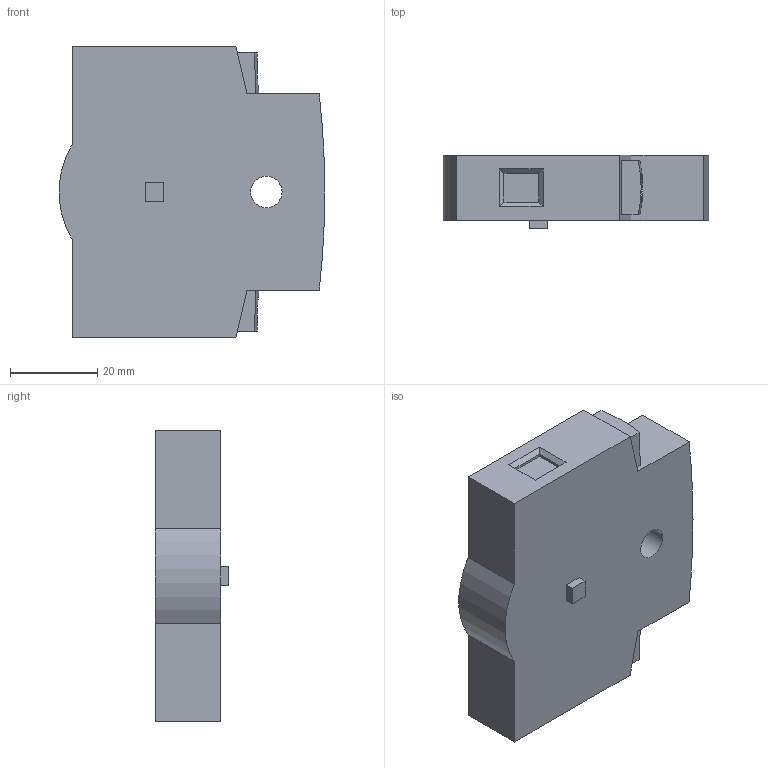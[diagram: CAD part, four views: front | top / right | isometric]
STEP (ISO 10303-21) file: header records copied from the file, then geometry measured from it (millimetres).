
FILE_DESCRIPTION (( 'STEP AP203' ), '1' );
FILE_NAME ('22001003-UL.step', '2022-02-02T17:49:31', ( '' ), ( '' ), 'SwSTEP 2.0', 'SolidWorks 2021', '' );
FILE_SCHEMA (( 'CONFIG_CONTROL_DESIGN' ));
Length unit declared in the file: inch
Products named in the file (1): 22001003-UL
Bounding box: 60.94 x 16.9 x 67 mm (x, y, z)
Volume: 51469.9 mm3; surface area: 11698.3 mm2
Topology: 1 solids, 1 shells, 61 faces, 155 edges, 100 vertices
Faces by surface type: plane 46, cylinder 11, bspline 4
Entity records: 2200 total; most frequent: CARTESIAN_POINT 687, ORIENTED_EDGE 310, DIRECTION 267, EDGE_CURVE 155, LINE 115, VECTOR 115, VERTEX_POINT 100, AXIS2_PLACEMENT_3D 76
